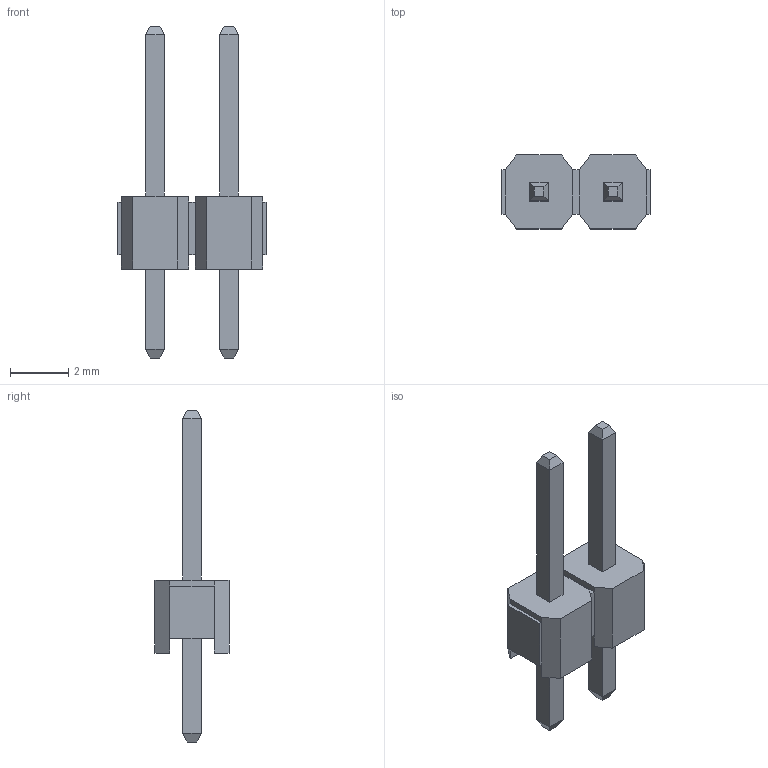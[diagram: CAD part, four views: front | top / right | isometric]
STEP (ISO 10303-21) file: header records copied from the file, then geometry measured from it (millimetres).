
FILE_DESCRIPTION(('FreeCAD Model'),'2;1');
FILE_NAME('HEADER_M_2.54MM_1R2P_ST_AU_PTH.step','2020-02-05T22:08:58',('Author'),(''), 'Open CASCADE STEP processor 7.3','FreeCAD','Unknown');
FILE_SCHEMA(('AUTOMOTIVE_DESIGN { 1 0 10303 214 1 1 1 1 }'));
Length unit declared in the file: millimetre
Products named in the file (1): _____C002SAAN-RC
Bounding box: 5.08 x 2.54 x 11.39 mm (x, y, z)
Volume: 32.5 mm3; surface area: 130.9 mm2
Topology: 3 solids, 3 shells, 82 faces, 940 edges, 3872 vertices
Faces by surface type: plane 82
Entity records: 11076 total; most frequent: CARTESIAN_POINT 4895, DIRECTION 1106, LINE 940, VECTOR 940, GEOMETRIC_CURVE_SET 753, TRIMMED_CURVE 752, ORIENTED_EDGE 376, EDGE_CURVE 188
